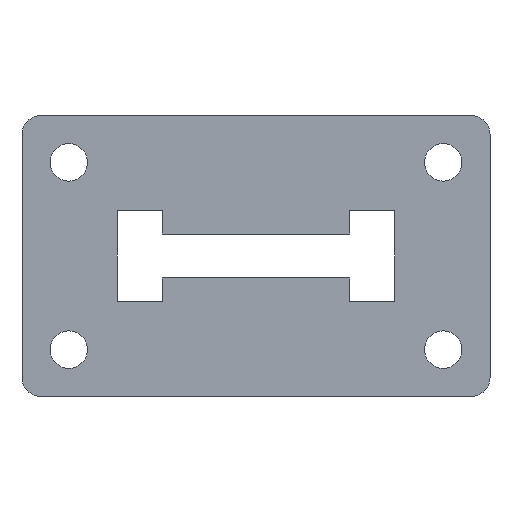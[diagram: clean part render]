
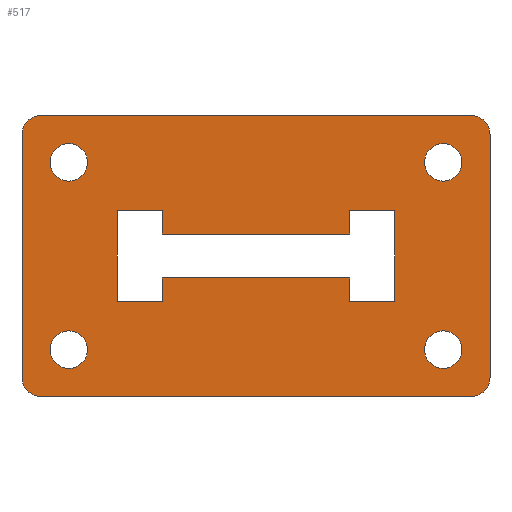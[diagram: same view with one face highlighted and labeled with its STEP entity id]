
A CAD part, front view. The second image highlights one B-rep face of the part: STEP entity #517.
In plain terms, the highlighted planar face has unit normal (0, -1, 0).
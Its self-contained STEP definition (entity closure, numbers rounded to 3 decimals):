
#15=FACE_BOUND('',#88,.T.);
#16=FACE_BOUND('',#89,.T.);
#17=FACE_BOUND('',#90,.T.);
#18=FACE_BOUND('',#91,.T.);
#19=FACE_BOUND('',#92,.T.);
#26=CIRCLE('',#557,2.);
#27=CIRCLE('',#560,2.);
#28=CIRCLE('',#561,2.);
#29=CIRCLE('',#562,2.);
#30=CIRCLE('',#563,2.);
#31=CIRCLE('',#564,2.);
#32=CIRCLE('',#565,2.);
#33=CIRCLE('',#566,2.);
#61=FACE_OUTER_BOUND('',#87,.T.);
#87=EDGE_LOOP('',(#391,#392,#393,#394,#395,#396,#397,#398));
#88=EDGE_LOOP('',(#399));
#89=EDGE_LOOP('',(#400));
#90=EDGE_LOOP('',(#401));
#91=EDGE_LOOP('',(#402));
#92=EDGE_LOOP('',(#403,#404,#405,#406,#407,#408,#409,#410,#411,#412,#413,
#414));
#112=LINE('',#735,#168);
#115=LINE('',#741,#171);
#121=LINE('',#753,#177);
#124=LINE('',#759,#180);
#125=LINE('',#763,#181);
#131=LINE('',#774,#187);
#132=LINE('',#777,#188);
#135=LINE('',#782,#191);
#137=LINE('',#787,#193);
#141=LINE('',#794,#197);
#145=LINE('',#807,#201);
#148=LINE('',#813,#204);
#149=LINE('',#817,#205);
#150=LINE('',#821,#206);
#151=LINE('',#831,#207);
#152=LINE('',#832,#208);
#168=VECTOR('',#592,10.);
#171=VECTOR('',#597,10.);
#177=VECTOR('',#605,10.);
#180=VECTOR('',#610,10.);
#181=VECTOR('',#613,10.);
#187=VECTOR('',#621,10.);
#188=VECTOR('',#624,10.);
#191=VECTOR('',#629,10.);
#193=VECTOR('',#633,10.);
#197=VECTOR('',#639,10.);
#201=VECTOR('',#651,10.);
#204=VECTOR('',#656,10.);
#205=VECTOR('',#659,10.);
#206=VECTOR('',#662,10.);
#207=VECTOR('',#673,10.);
#208=VECTOR('',#674,10.);
#223=VERTEX_POINT('',#731);
#225=VERTEX_POINT('',#734);
#227=VERTEX_POINT('',#740);
#230=VERTEX_POINT('',#747);
#232=VERTEX_POINT('',#751);
#234=VERTEX_POINT('',#757);
#235=VERTEX_POINT('',#761);
#236=VERTEX_POINT('',#762);
#240=VERTEX_POINT('',#772);
#241=VERTEX_POINT('',#776);
#243=VERTEX_POINT('',#785);
#244=VERTEX_POINT('',#786);
#249=VERTEX_POINT('',#800);
#250=VERTEX_POINT('',#802);
#251=VERTEX_POINT('',#806);
#253=VERTEX_POINT('',#812);
#254=VERTEX_POINT('',#814);
#255=VERTEX_POINT('',#816);
#256=VERTEX_POINT('',#818);
#257=VERTEX_POINT('',#820);
#258=VERTEX_POINT('',#823);
#259=VERTEX_POINT('',#825);
#260=VERTEX_POINT('',#827);
#261=VERTEX_POINT('',#829);
#272=EDGE_CURVE('',#223,#225,#112,.T.);
#275=EDGE_CURVE('',#225,#227,#115,.T.);
#281=EDGE_CURVE('',#232,#230,#121,.T.);
#284=EDGE_CURVE('',#234,#232,#124,.T.);
#285=EDGE_CURVE('',#235,#236,#125,.T.);
#291=EDGE_CURVE('',#240,#223,#131,.T.);
#292=EDGE_CURVE('',#230,#241,#132,.T.);
#295=EDGE_CURVE('',#241,#235,#135,.T.);
#297=EDGE_CURVE('',#243,#244,#137,.T.);
#301=EDGE_CURVE('',#227,#243,#141,.T.);
#305=EDGE_CURVE('',#249,#250,#26,.T.);
#307=EDGE_CURVE('',#250,#251,#145,.T.);
#310=EDGE_CURVE('',#253,#249,#148,.T.);
#311=EDGE_CURVE('',#254,#253,#27,.T.);
#312=EDGE_CURVE('',#255,#254,#149,.T.);
#313=EDGE_CURVE('',#256,#255,#28,.T.);
#314=EDGE_CURVE('',#257,#256,#150,.T.);
#315=EDGE_CURVE('',#251,#257,#29,.T.);
#316=EDGE_CURVE('',#258,#258,#30,.T.);
#317=EDGE_CURVE('',#259,#259,#31,.T.);
#318=EDGE_CURVE('',#260,#260,#32,.T.);
#319=EDGE_CURVE('',#261,#261,#33,.T.);
#320=EDGE_CURVE('',#240,#236,#151,.T.);
#321=EDGE_CURVE('',#234,#244,#152,.T.);
#391=ORIENTED_EDGE('',*,*,#305,.F.);
#392=ORIENTED_EDGE('',*,*,#310,.F.);
#393=ORIENTED_EDGE('',*,*,#311,.F.);
#394=ORIENTED_EDGE('',*,*,#312,.F.);
#395=ORIENTED_EDGE('',*,*,#313,.F.);
#396=ORIENTED_EDGE('',*,*,#314,.F.);
#397=ORIENTED_EDGE('',*,*,#315,.F.);
#398=ORIENTED_EDGE('',*,*,#307,.F.);
#399=ORIENTED_EDGE('',*,*,#316,.F.);
#400=ORIENTED_EDGE('',*,*,#317,.F.);
#401=ORIENTED_EDGE('',*,*,#318,.F.);
#402=ORIENTED_EDGE('',*,*,#319,.F.);
#403=ORIENTED_EDGE('',*,*,#301,.F.);
#404=ORIENTED_EDGE('',*,*,#275,.F.);
#405=ORIENTED_EDGE('',*,*,#272,.F.);
#406=ORIENTED_EDGE('',*,*,#291,.F.);
#407=ORIENTED_EDGE('',*,*,#320,.T.);
#408=ORIENTED_EDGE('',*,*,#285,.F.);
#409=ORIENTED_EDGE('',*,*,#295,.F.);
#410=ORIENTED_EDGE('',*,*,#292,.F.);
#411=ORIENTED_EDGE('',*,*,#281,.F.);
#412=ORIENTED_EDGE('',*,*,#284,.F.);
#413=ORIENTED_EDGE('',*,*,#321,.T.);
#414=ORIENTED_EDGE('',*,*,#297,.F.);
#498=PLANE('',#559);
#517=ADVANCED_FACE('',(#61,#15,#16,#17,#18,#19),#498,.F.);
#557=AXIS2_PLACEMENT_3D('',#803,#646,#647);
#559=AXIS2_PLACEMENT_3D('',#811,#654,#655);
#560=AXIS2_PLACEMENT_3D('',#815,#657,#658);
#561=AXIS2_PLACEMENT_3D('',#819,#660,#661);
#562=AXIS2_PLACEMENT_3D('',#822,#663,#664);
#563=AXIS2_PLACEMENT_3D('',#824,#665,#666);
#564=AXIS2_PLACEMENT_3D('',#826,#667,#668);
#565=AXIS2_PLACEMENT_3D('',#828,#669,#670);
#566=AXIS2_PLACEMENT_3D('',#830,#671,#672);
#592=DIRECTION('',(0.,0.,-1.));
#597=DIRECTION('',(1.,0.,0.));
#605=DIRECTION('',(0.,0.,1.));
#610=DIRECTION('',(1.,0.,0.));
#613=DIRECTION('',(-1.,0.,0.));
#621=DIRECTION('',(-1.,0.,0.));
#624=DIRECTION('',(-1.,0.,0.));
#629=DIRECTION('',(0.,0.,-1.));
#633=DIRECTION('',(1.,0.,0.));
#639=DIRECTION('',(0.,0.,1.));
#646=DIRECTION('center_axis',(0.,1.,0.));
#647=DIRECTION('ref_axis',(-0.707,0.,0.707));
#651=DIRECTION('',(1.,0.,0.));
#654=DIRECTION('center_axis',(0.,1.,0.));
#655=DIRECTION('ref_axis',(1.,0.,0.));
#656=DIRECTION('',(0.,0.,1.));
#657=DIRECTION('center_axis',(0.,1.,0.));
#658=DIRECTION('ref_axis',(-0.707,0.,-0.707));
#659=DIRECTION('',(-1.,0.,0.));
#660=DIRECTION('center_axis',(0.,1.,0.));
#661=DIRECTION('ref_axis',(0.707,0.,-0.707));
#662=DIRECTION('',(0.,0.,-1.));
#663=DIRECTION('center_axis',(0.,1.,0.));
#664=DIRECTION('ref_axis',(0.707,0.,0.707));
#665=DIRECTION('center_axis',(0.,-1.,0.));
#666=DIRECTION('ref_axis',(1.,0.,0.));
#667=DIRECTION('center_axis',(0.,-1.,0.));
#668=DIRECTION('ref_axis',(1.,0.,0.));
#669=DIRECTION('center_axis',(0.,-1.,0.));
#670=DIRECTION('ref_axis',(1.,0.,0.));
#671=DIRECTION('center_axis',(0.,-1.,0.));
#672=DIRECTION('ref_axis',(1.,0.,0.));
#673=DIRECTION('',(0.,0.,-1.));
#674=DIRECTION('',(0.,0.,1.));
#731=CARTESIAN_POINT('',(10.15,0.,-10.15));
#734=CARTESIAN_POINT('',(10.15,0.,-19.85));
#735=CARTESIAN_POINT('',(10.15,0.,-20.));
#740=CARTESIAN_POINT('',(15.,0.,-19.85));
#741=CARTESIAN_POINT('',(15.,0.,-19.85));
#747=CARTESIAN_POINT('',(39.85,0.,-10.15));
#751=CARTESIAN_POINT('',(39.85,0.,-19.85));
#753=CARTESIAN_POINT('',(39.85,0.,-10.));
#757=CARTESIAN_POINT('',(35.,0.,-19.85));
#759=CARTESIAN_POINT('',(40.,0.,-19.85));
#761=CARTESIAN_POINT('',(35.,0.,-12.65));
#762=CARTESIAN_POINT('',(15.,0.,-12.65));
#763=CARTESIAN_POINT('',(15.,0.,-12.65));
#772=CARTESIAN_POINT('',(15.,0.,-10.15));
#774=CARTESIAN_POINT('',(10.,0.,-10.15));
#776=CARTESIAN_POINT('',(35.,0.,-10.15));
#777=CARTESIAN_POINT('',(35.,0.,-10.15));
#782=CARTESIAN_POINT('',(35.,0.,-20.));
#785=CARTESIAN_POINT('',(15.,0.,-17.35));
#786=CARTESIAN_POINT('',(35.,0.,-17.35));
#787=CARTESIAN_POINT('',(35.,0.,-17.35));
#794=CARTESIAN_POINT('',(15.,0.,-10.));
#800=CARTESIAN_POINT('',(0.,0.,-2.));
#802=CARTESIAN_POINT('',(2.,0.,0.));
#803=CARTESIAN_POINT('Origin',(2.,0.,-2.));
#806=CARTESIAN_POINT('',(48.,0.,0.));
#807=CARTESIAN_POINT('',(0.,0.,0.));
#811=CARTESIAN_POINT('Origin',(25.,0.,-15.));
#812=CARTESIAN_POINT('',(0.,0.,-28.));
#813=CARTESIAN_POINT('',(0.,0.,-10.));
#814=CARTESIAN_POINT('',(2.,0.,-30.));
#815=CARTESIAN_POINT('Origin',(2.,0.,-28.));
#816=CARTESIAN_POINT('',(48.,0.,-30.));
#817=CARTESIAN_POINT('',(50.,0.,-30.));
#818=CARTESIAN_POINT('',(50.,0.,-28.));
#819=CARTESIAN_POINT('Origin',(48.,0.,-28.));
#820=CARTESIAN_POINT('',(50.,0.,-2.));
#821=CARTESIAN_POINT('',(50.,0.,0.));
#822=CARTESIAN_POINT('Origin',(48.,0.,-2.));
#823=CARTESIAN_POINT('',(3.,0.,-5.));
#824=CARTESIAN_POINT('Origin',(5.,0.,-5.));
#825=CARTESIAN_POINT('',(3.,0.,-25.));
#826=CARTESIAN_POINT('Origin',(5.,0.,-25.));
#827=CARTESIAN_POINT('',(43.,0.,-25.));
#828=CARTESIAN_POINT('Origin',(45.,0.,-25.));
#829=CARTESIAN_POINT('',(43.,0.,-5.));
#830=CARTESIAN_POINT('Origin',(45.,0.,-5.));
#831=CARTESIAN_POINT('',(15.,0.,-12.5));
#832=CARTESIAN_POINT('',(35.,0.,-17.5));
